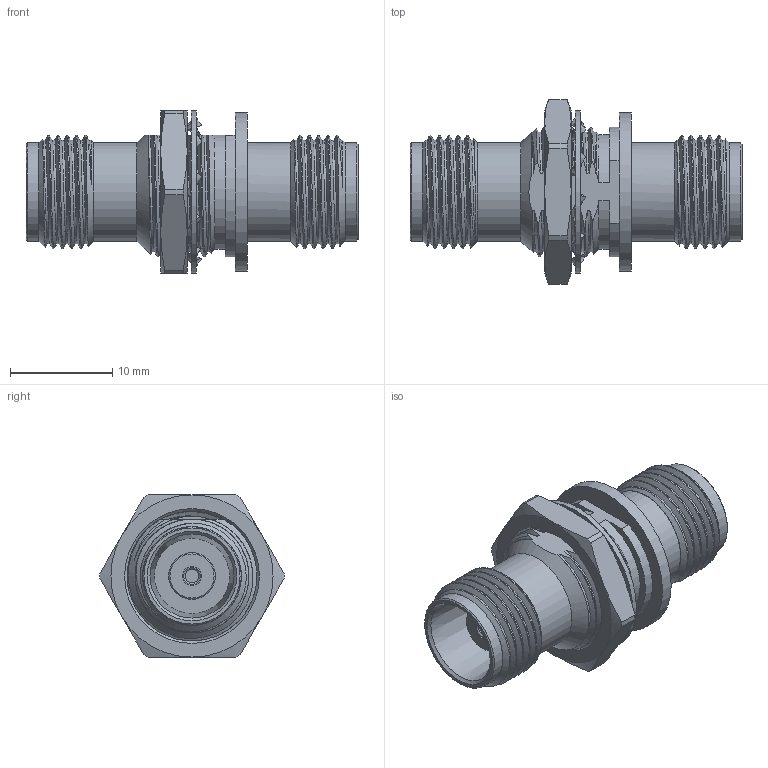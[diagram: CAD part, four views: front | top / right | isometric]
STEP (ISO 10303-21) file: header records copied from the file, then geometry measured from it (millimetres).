
FILE_DESCRIPTION (( 'STEP AP203' ), '1' );
FILE_NAME ('SM8715_3D.step', '2022-09-02T17:12:20', ( '' ), ( '' ), 'SwSTEP 2.0', 'SolidWorks 2021', '' );
FILE_SCHEMA (( 'CONFIG_CONTROL_DESIGN' ));
Length unit declared in the file: inch
Products named in the file (1): SM8715_3D
Bounding box: 32.5 x 18.03 x 15.88 mm (x, y, z)
Volume: 2637 mm3; surface area: 3001.2 mm2
Topology: 3 solids, 3 shells, 244 faces, 706 edges, 480 vertices
Faces by surface type: plane 84, bspline 74, cylinder 47, cone 39
Full cylindrical faces by diameter (mm): 1.346 x2, 1.854 x2, 4.572 x2, 9.652 x4, 15.5 x1, 15.875 x1
Entity records: 23046 total; most frequent: CARTESIAN_POINT 17523, ORIENTED_EDGE 1314, DIRECTION 862, EDGE_CURVE 657, VERTEX_POINT 460, AXIS2_PLACEMENT_3D 329, EDGE_LOOP 285, FACE_OUTER_BOUND 254
